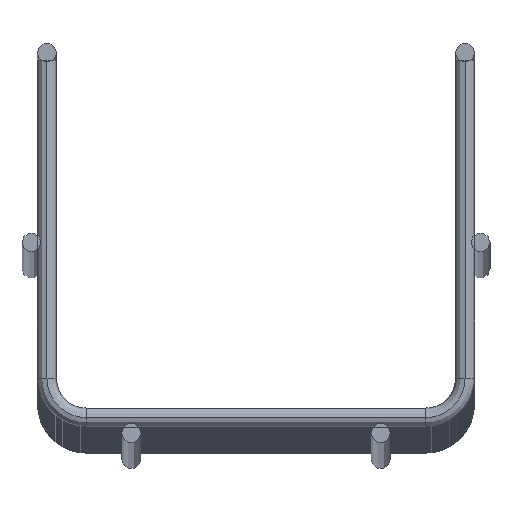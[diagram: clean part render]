
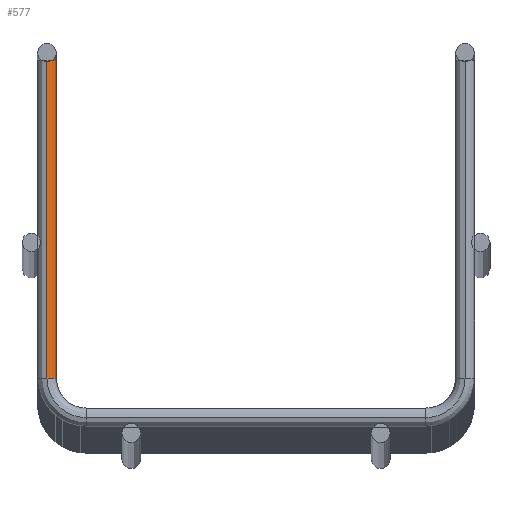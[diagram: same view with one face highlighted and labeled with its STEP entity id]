
A CAD part, top view. The second image highlights one B-rep face of the part: STEP entity #577.
In plain terms, the highlighted cylindrical face has radius 1.9 mm (diameter 3.8 mm), a partial arc.
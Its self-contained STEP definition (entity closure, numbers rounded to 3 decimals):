
#397 = DIRECTION ( 'NONE',  ( 0., 0., -1. ) ) ;
#563 = VERTEX_POINT ( 'NONE', #2353 ) ;
#577 = ADVANCED_FACE ( 'NONE', ( #6267 ), #1089, .T. ) ;
#852 = AXIS2_PLACEMENT_3D ( 'NONE', #13507, #14492, #14837 ) ;
#1089 = CYLINDRICAL_SURFACE ( 'NONE', #852, 1.9 ) ;
#1141 = EDGE_CURVE ( 'NONE', #16415, #10441, #13328, .T. ) ;
#1254 = ORIENTED_EDGE ( 'NONE', *, *, #15690, .F. ) ;
#1826 = DIRECTION ( 'NONE',  ( 0., 1., 0. ) ) ;
#1860 = EDGE_CURVE ( 'NONE', #12568, #10441, #3983, .T. ) ;
#1891 = CARTESIAN_POINT ( 'NONE',  ( -41.9, 73.5, 0. ) ) ;
#2275 = CARTESIAN_POINT ( 'NONE',  ( -40., 9.8, -1.9 ) ) ;
#2353 = CARTESIAN_POINT ( 'NONE',  ( -41.9, 9.8, 0. ) ) ;
#3277 = CARTESIAN_POINT ( 'NONE',  ( -41.9, 73.5, 0. ) ) ;
#3375 = DIRECTION ( 'NONE',  ( 0., 1., 0. ) ) ;
#3983 = LINE ( 'NONE', #13689, #10593 ) ;
#6267 = FACE_OUTER_BOUND ( 'NONE', #7547, .T. ) ;
#7547 = EDGE_LOOP ( 'NONE', ( #13273, #11449, #11578, #1254 ) ) ;
#7586 = DIRECTION ( 'NONE',  ( 0., -1., 0. ) ) ;
#7671 = DIRECTION ( 'NONE',  ( 0., 0., -1. ) ) ;
#7787 = VECTOR ( 'NONE', #1826, 1000. ) ;
#8493 = AXIS2_PLACEMENT_3D ( 'NONE', #15966, #7586, #7671 ) ;
#10441 = VERTEX_POINT ( 'NONE', #15580 ) ;
#10593 = VECTOR ( 'NONE', #12428, 1000. ) ;
#11449 = ORIENTED_EDGE ( 'NONE', *, *, #1141, .F. ) ;
#11578 = ORIENTED_EDGE ( 'NONE', *, *, #12506, .F. ) ;
#12428 = DIRECTION ( 'NONE',  ( 0., 1., 0. ) ) ;
#12506 = EDGE_CURVE ( 'NONE', #563, #16415, #17128, .T. ) ;
#12568 = VERTEX_POINT ( 'NONE', #2275 ) ;
#12827 = CARTESIAN_POINT ( 'NONE',  ( -41.9, 73.5, -1.9 ) ) ;
#12859 = CIRCLE ( 'NONE', #8493, 1.9 ) ;
#13273 = ORIENTED_EDGE ( 'NONE', *, *, #1860, .T. ) ;
#13328 = CIRCLE ( 'NONE', #17067, 1.9 ) ;
#13507 = CARTESIAN_POINT ( 'NONE',  ( -41.9, 73.5, -1.9 ) ) ;
#13689 = CARTESIAN_POINT ( 'NONE',  ( -40., 73.5, -1.9 ) ) ;
#14492 = DIRECTION ( 'NONE',  ( 0., 1., 0. ) ) ;
#14837 = DIRECTION ( 'NONE',  ( -1., 0., 0. ) ) ;
#15580 = CARTESIAN_POINT ( 'NONE',  ( -40., 73.5, -1.9 ) ) ;
#15690 = EDGE_CURVE ( 'NONE', #12568, #563, #12859, .T. ) ;
#15966 = CARTESIAN_POINT ( 'NONE',  ( -41.9, 9.8, -1.9 ) ) ;
#16415 = VERTEX_POINT ( 'NONE', #1891 ) ;
#17067 = AXIS2_PLACEMENT_3D ( 'NONE', #12827, #3375, #397 ) ;
#17128 = LINE ( 'NONE', #3277, #7787 ) ;
